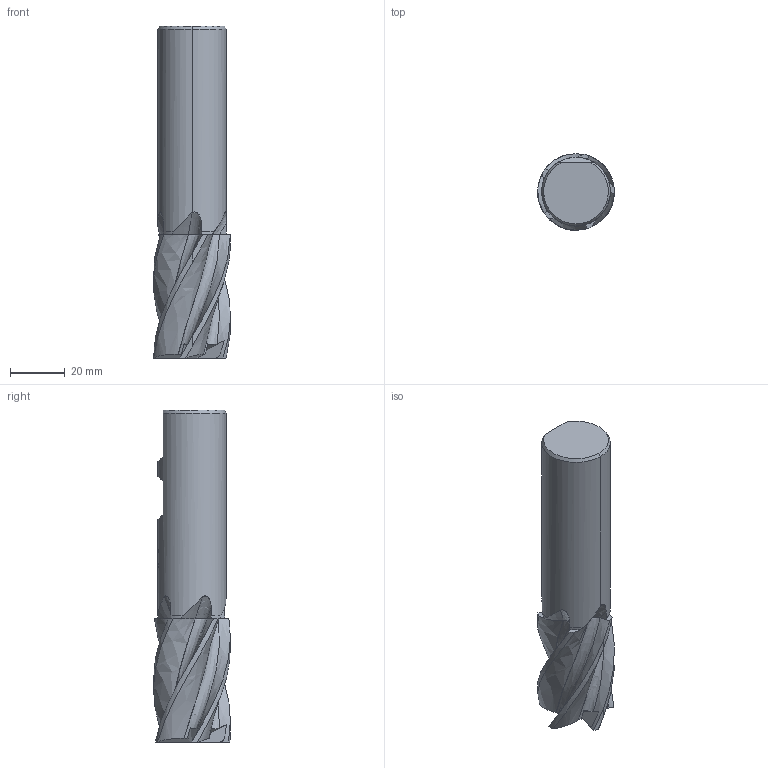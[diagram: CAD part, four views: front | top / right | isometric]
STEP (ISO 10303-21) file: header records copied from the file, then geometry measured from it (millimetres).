
FILE_DESCRIPTION(('no description'),'unknown implementation level');
FILE_NAME('solidtbtrf594wHbqWHKHqIgO8_JA2nw_1.STP',' ',('CIM GmbH Aachen'),('CADClick - KiM GmbH - www.kimweb.de'),'unknown preprocess','ACIS','unknown authorization');
FILE_SCHEMA(('automotive_design'));
Length unit declared in the file: millimetre
Products named in the file (2): 1; 2
Bounding box: 28 x 28 x 121 mm (x, y, z)
Volume: 51279.4 mm3; surface area: 12519.8 mm2
Topology: 2 solids, 2 shells, 105 faces, 293 edges, 191 vertices
Faces by surface type: plane 45, bspline 20, cylinder 15, revolution 15, cone 10
Entity records: 13175 total; most frequent: CARTESIAN_POINT 7457, STYLED_ITEM 591, PRESENTATION_STYLE_ASSIGNMENT 591, COLOUR_RGB 591, ORIENTED_EDGE 586, DIRECTION 380, EDGE_CURVE 293, CURVE_STYLE 293
